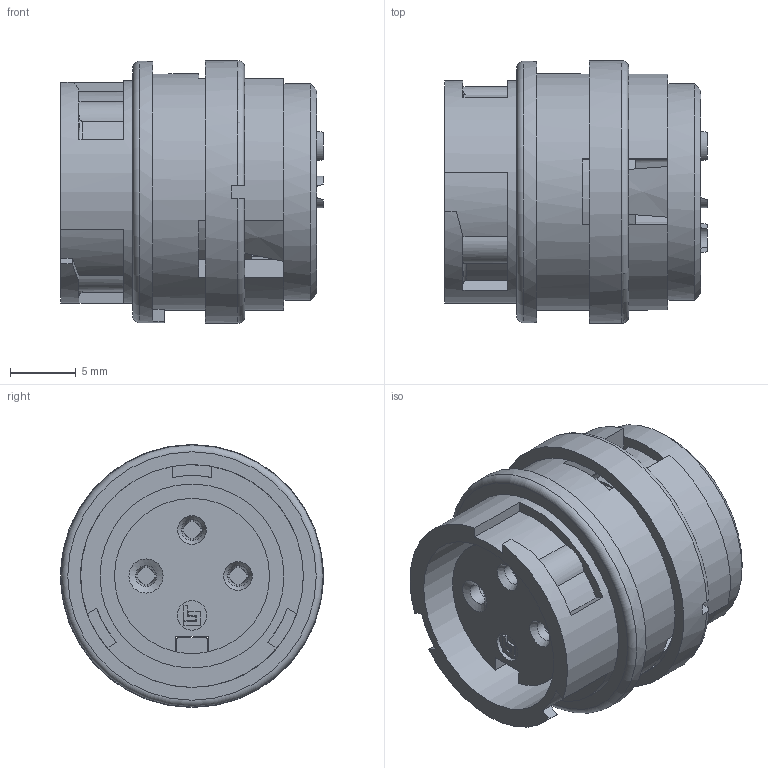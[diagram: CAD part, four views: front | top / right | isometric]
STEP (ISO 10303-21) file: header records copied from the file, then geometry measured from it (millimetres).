
FILE_DESCRIPTION(/* description */ (''),/* implementation_level */ '2;1');
FILE_NAME(/* name */ '99-0608-00-03_bg',/* time_stamp */ '2008-06-17T15:42:03+02:00',/* author */ (''),/* organization */ (''),/* preprocessor_version */ 'ST-DEVELOPER v9',/* originating_system */ 'UGS - NX 4.0',/* authorisation */ '');
FILE_SCHEMA (('CONFIG_CONTROL_DESIGN'));
Length unit declared in the file: millimetre
Products named in the file (1): kbor6977m0pk
Bounding box: 20 x 20 x 20 mm (x, y, z)
Volume: 3280.7 mm3; surface area: 3722.2 mm2
Topology: 2 solids, 2 shells, 263 faces, 744 edges, 482 vertices
Faces by surface type: plane 146, cylinder 72, cone 25, torus 18, bspline 2
Full cylindrical faces by diameter (mm): 1.6 x3, 1.8 x3, 2.25 x1, 2.4 x3, 3 x1, 14 x1, 16.5 x1, 16.95 x1, 17.188 x1, 18 x1, 18.1 x1, 19.9 x1, 20 x1
Entity records: 9169 total; most frequent: CARTESIAN_POINT 2503, ORIENTED_EDGE 1396, DIRECTION 1346, EDGE_CURVE 698, AXIS2_PLACEMENT_3D 509, VERTEX_POINT 465, LINE 328, VECTOR 328
